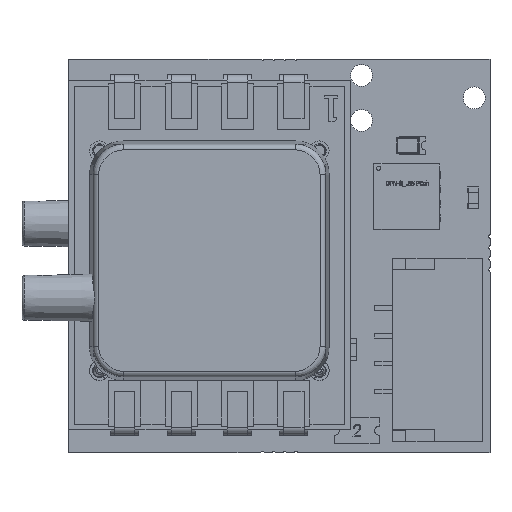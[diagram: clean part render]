
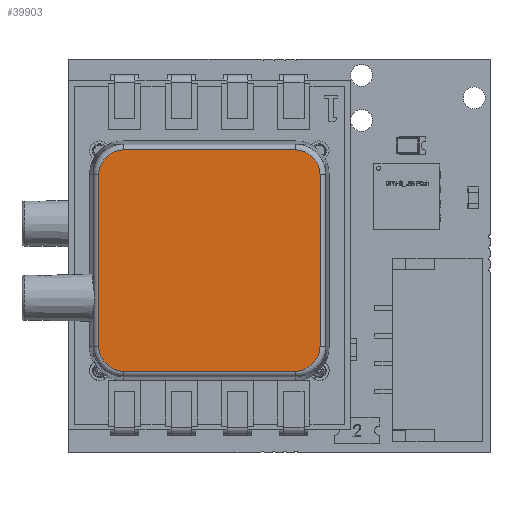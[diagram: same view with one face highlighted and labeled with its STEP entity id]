
A CAD part, top view. The second image highlights one B-rep face of the part: STEP entity #39903.
In plain terms, the highlighted planar face has unit normal (0, 0, 1).
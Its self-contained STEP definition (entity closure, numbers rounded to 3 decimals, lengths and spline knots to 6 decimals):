
#91=ELLIPSE('',#50173,0.001026,0.000863);
#92=ELLIPSE('',#50174,0.001026,0.000863);
#93=ELLIPSE('',#50175,0.001026,0.000863);
#94=ELLIPSE('',#50176,0.001026,0.000863);
#13746=ORIENTED_EDGE('',*,*,#19802,.T.);
#13747=ORIENTED_EDGE('',*,*,#19803,.T.);
#13748=ORIENTED_EDGE('',*,*,#19804,.T.);
#13749=ORIENTED_EDGE('',*,*,#19805,.T.);
#13750=ORIENTED_EDGE('',*,*,#19806,.T.);
#13751=ORIENTED_EDGE('',*,*,#19807,.T.);
#13752=ORIENTED_EDGE('',*,*,#19808,.T.);
#13753=ORIENTED_EDGE('',*,*,#19809,.T.);
#19802=EDGE_CURVE('',#23482,#23483,#27662,.T.);
#19803=EDGE_CURVE('',#23483,#23484,#91,.T.);
#19804=EDGE_CURVE('',#23484,#23485,#27663,.T.);
#19805=EDGE_CURVE('',#23485,#23486,#92,.T.);
#19806=EDGE_CURVE('',#23486,#23487,#27664,.T.);
#19807=EDGE_CURVE('',#23487,#23488,#93,.T.);
#19808=EDGE_CURVE('',#23488,#23489,#27665,.T.);
#19809=EDGE_CURVE('',#23489,#23482,#94,.T.);
#23482=VERTEX_POINT('',#73208);
#23483=VERTEX_POINT('',#73209);
#23484=VERTEX_POINT('',#73211);
#23485=VERTEX_POINT('',#73213);
#23486=VERTEX_POINT('',#73215);
#23487=VERTEX_POINT('',#73217);
#23488=VERTEX_POINT('',#73219);
#23489=VERTEX_POINT('',#73221);
#27662=LINE('',#73207,#31880);
#27663=LINE('',#73212,#31881);
#27664=LINE('',#73216,#31882);
#27665=LINE('',#73220,#31883);
#31880=VECTOR('',#60564,1.);
#31881=VECTOR('',#60567,1.);
#31882=VECTOR('',#60570,1.);
#31883=VECTOR('',#60573,1.);
#34170=EDGE_LOOP('',(#13746,#13747,#13748,#13749,#13750,#13751,#13752,#13753));
#36451=FACE_BOUND('',#34170,.T.);
#37858=PLANE('',#50172);
#39903=ADVANCED_FACE('',(#36451),#37858,.T.);
#50172=AXIS2_PLACEMENT_3D('',#73206,#60562,#60563);
#50173=AXIS2_PLACEMENT_3D('',#73210,#60565,#60566);
#50174=AXIS2_PLACEMENT_3D('',#73214,#60568,#60569);
#50175=AXIS2_PLACEMENT_3D('',#73218,#60571,#60572);
#50176=AXIS2_PLACEMENT_3D('',#73222,#60574,#60575);
#60562=DIRECTION('',(0.,0.,1.));
#60563=DIRECTION('',(0.,-1.,0.));
#60564=DIRECTION('',(0.,1.,0.));
#60565=DIRECTION('',(0.,0.,1.));
#60566=DIRECTION('',(0.707,-0.707,0.));
#60567=DIRECTION('',(-1.,0.,0.));
#60568=DIRECTION('',(0.,0.,1.));
#60569=DIRECTION('',(0.707,0.707,0.));
#60570=DIRECTION('',(0.,-1.,0.));
#60571=DIRECTION('',(0.,0.,1.));
#60572=DIRECTION('',(0.707,-0.707,0.));
#60573=DIRECTION('',(1.,0.,0.));
#60574=DIRECTION('',(0.,0.,1.));
#60575=DIRECTION('',(0.707,0.707,0.));
#73206=CARTESIAN_POINT('',(0.00136,0.013642,0.009346));
#73207=CARTESIAN_POINT('',(0.01134,0.008652,0.009346));
#73208=CARTESIAN_POINT('',(0.01134,0.004774,0.009346));
#73209=CARTESIAN_POINT('',(0.01134,0.01253,0.009346));
#73210=CARTESIAN_POINT('',(0.010393,0.012694,0.009346));
#73211=CARTESIAN_POINT('',(0.010228,0.013642,0.009346));
#73212=CARTESIAN_POINT('',(0.00635,0.013642,0.009346));
#73213=CARTESIAN_POINT('',(0.002472,0.013642,0.009346));
#73214=CARTESIAN_POINT('',(0.002308,0.012694,0.009346));
#73215=CARTESIAN_POINT('',(0.00136,0.01253,0.009346));
#73216=CARTESIAN_POINT('',(0.00136,0.008652,0.009346));
#73217=CARTESIAN_POINT('',(0.00136,0.004774,0.009346));
#73218=CARTESIAN_POINT('',(0.002308,0.00461,0.009346));
#73219=CARTESIAN_POINT('',(0.002472,0.003662,0.009346));
#73220=CARTESIAN_POINT('',(0.00635,0.003662,0.009346));
#73221=CARTESIAN_POINT('',(0.010228,0.003662,0.009346));
#73222=CARTESIAN_POINT('',(0.010392,0.004609,0.009346));
